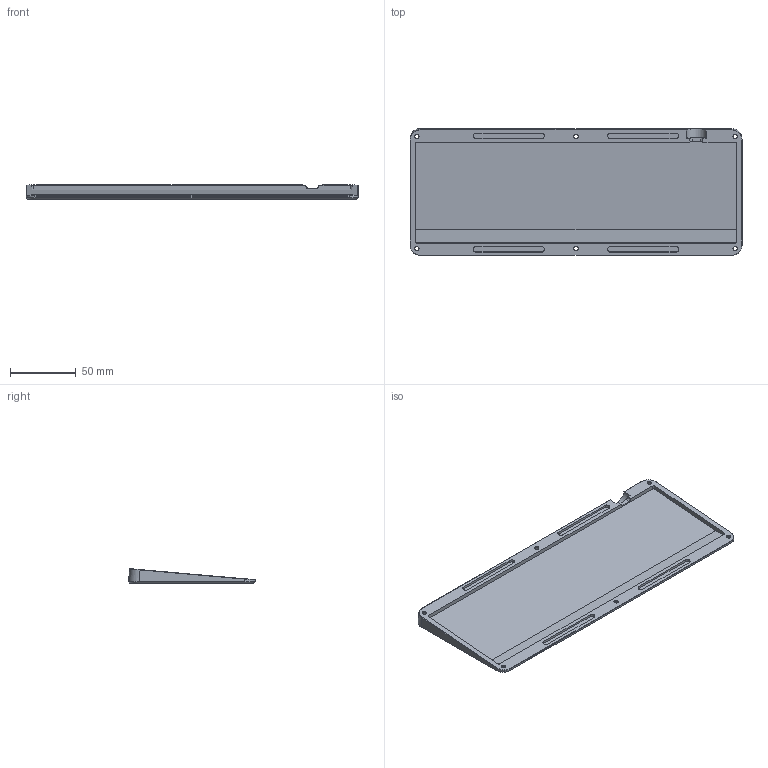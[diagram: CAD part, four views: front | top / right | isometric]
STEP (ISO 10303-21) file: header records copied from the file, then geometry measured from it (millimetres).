
FILE_DESCRIPTION(/* description */ (''),/* implementation_level */ '2;1');
FILE_NAME(/* name */ 'bottom-rain.step',/* time_stamp */ '2022-02-13T18:08:34-08:00',/* author */ (''),/* organization */ (''),/* preprocessor_version */ 'ST-DEVELOPER v18.1',/* originating_system */ 'Autodesk Translation Framework v10.10.0.1391',/* authorisation */ '');
FILE_SCHEMA (('AUTOMOTIVE_DESIGN { 1 0 10303 214 3 1 1 }'));
Length unit declared in the file: millimetre
Products named in the file (3): case; coriander plate v5; kbplate (5) v1
Assembly tree (2 placements, depth 3):
  case
    coriander plate v5
      kbplate (5) v1
Bounding box: 252.89 x 96.7 x 11.1 mm (x, y, z)
Volume: 104852.5 mm3; surface area: 56344.9 mm2
Topology: 1 solids, 1 shells, 203 faces, 533 edges, 350 vertices
Faces by surface type: plane 144, cylinder 47, bspline 8, cone 4
Full cylindrical faces by diameter (mm): 3.25 x6, 5.5 x6
Entity records: 6480 total; most frequent: CARTESIAN_POINT 1307, ORIENTED_EDGE 1066, DIRECTION 1013, EDGE_CURVE 533, LINE 421, VECTOR 421, VERTEX_POINT 350, AXIS2_PLACEMENT_3D 296
